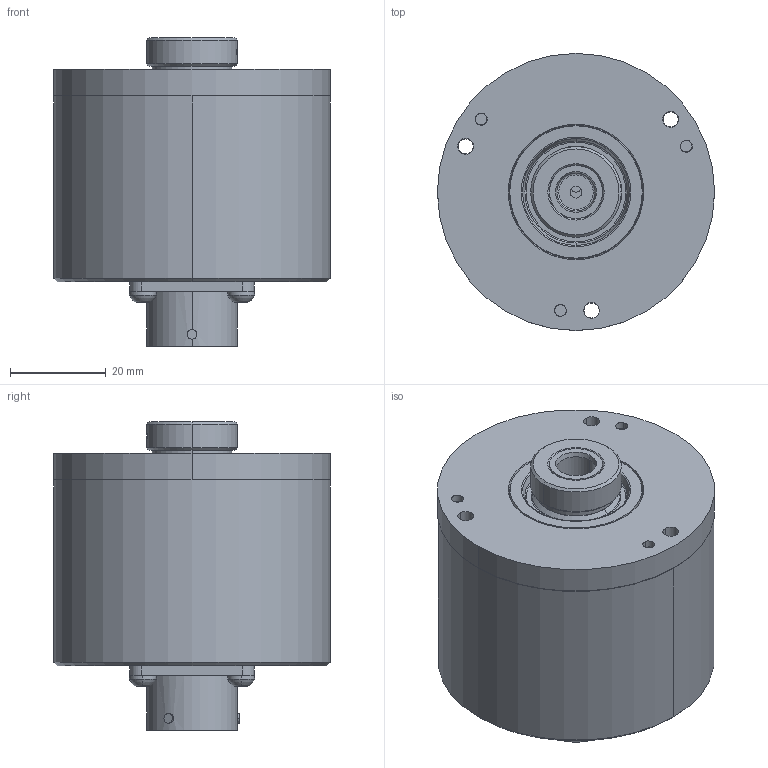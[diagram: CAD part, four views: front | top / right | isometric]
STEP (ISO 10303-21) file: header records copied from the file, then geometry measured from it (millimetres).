
FILE_DESCRIPTION((''),'2;1');
FILE_NAME('515832','2010-10-14T',('se2802'),(''),'PRO/ENGINEER BY PARAMETRIC TECHNOLOGY CORPORATION, 2010180','PRO/ENGINEER BY PARAMETRIC TECHNOLOGY CORPORATION, 2010180','');
FILE_SCHEMA(('CONFIG_CONTROL_DESIGN'));
Length unit declared in the file: millimetre
Products named in the file (1): 515832
Bounding box: 58 x 58 x 64.6 mm (x, y, z)
Volume: 71940.7 mm3; surface area: 41489.5 mm2
Topology: 5 solids, 12 shells, 1157 faces, 3172 edges, 1983 vertices
Faces by surface type: cylinder 517, plane 392, torus 113, cone 101, sphere 32, revolution 2
Entity records: 39069 total; most frequent: CARTESIAN_POINT 8677, DIRECTION 6893, ORIENTED_EDGE 6256, EDGE_CURVE 3128, AXIS2_PLACEMENT_3D 2806, VERTEX_POINT 1984, CIRCLE 1651, VECTOR 1279
